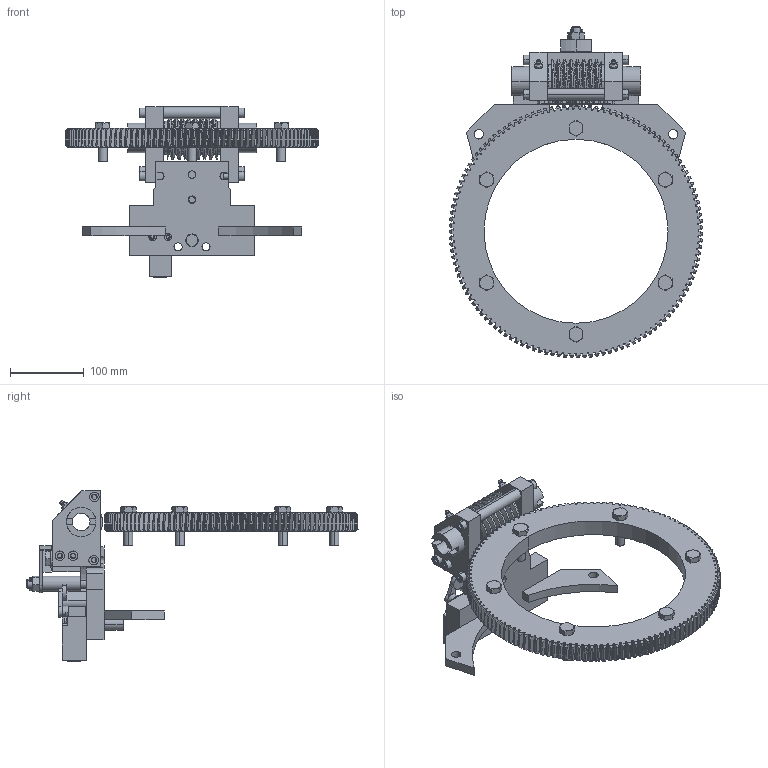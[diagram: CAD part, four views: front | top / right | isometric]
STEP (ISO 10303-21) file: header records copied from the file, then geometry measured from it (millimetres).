
FILE_DESCRIPTION (( 'STEP AP203' ), '1' );
FILE_NAME ('uap.STEP', '2022-11-01T12:52:00', ( '' ), ( '' ), '', '', '' );
FILE_SCHEMA (( 'CONFIG_CONTROL_DESIGN' ));
Length unit declared in the file: millimetre
Products named in the file (1): uap
Bounding box: 344.2 x 451.1 x 231 mm (x, y, z)
Surface area: 376312.3 mm2 (no closed solid volume)
Topology: 0 solids, 60 shells, 1510 faces, 4574 edges, 3074 vertices
Faces by surface type: bspline 471, cylinder 451, cone 304, plane 267, torus 15, sphere 2
Entity records: 101543 total; most frequent: CARTESIAN_POINT 66157, ORIENTED_EDGE 8449, DIRECTION 5330, EDGE_CURVE 4569, VERTEX_POINT 3071, B_SPLINE_CURVE_WITH_KNOTS 2543, AXIS2_PLACEMENT_3D 2273, EDGE_LOOP 1595
